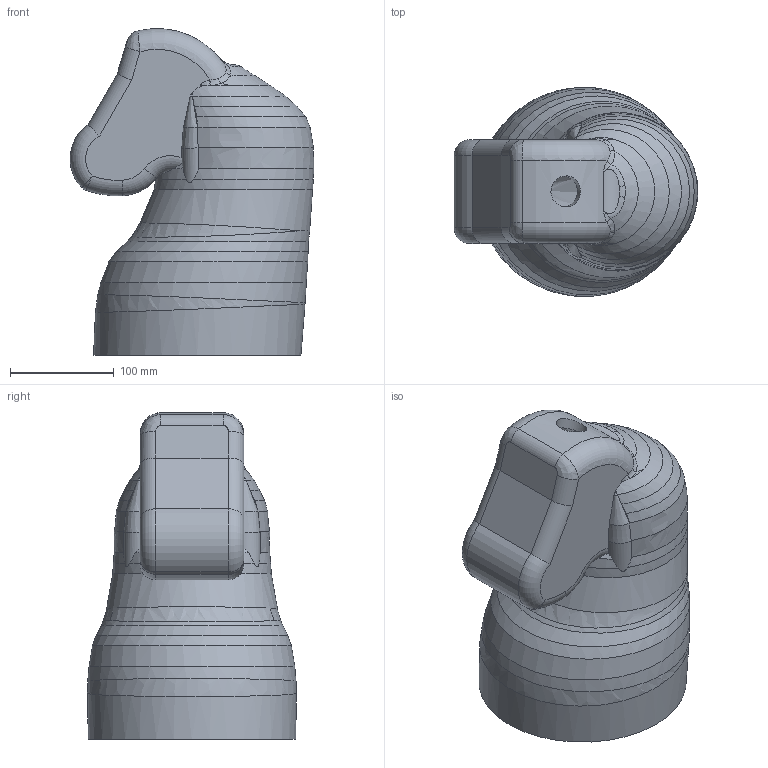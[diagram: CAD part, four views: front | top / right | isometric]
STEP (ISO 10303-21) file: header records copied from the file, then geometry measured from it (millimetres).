
FILE_DESCRIPTION(/* description */ (''),/* implementation_level */ '2;1');
FILE_NAME(/* name */ 'Unicorn Lamp Body.step',/* time_stamp */ '2025-07-28T22:34:50-04:00',/* author */ (''),/* organization */ (''),/* preprocessor_version */ 'ST-DEVELOPER v20.1',/* originating_system */ 'Autodesk Translation Framework v14.10.0.0',/* authorisation */ '');
FILE_SCHEMA (('AUTOMOTIVE_DESIGN { 1 0 10303 214 3 1 1 }'));
Length unit declared in the file: centimetre
Products named in the file (1): 2025-07-27-18-37-08-718
Bounding box: 235.06 x 201.66 x 314.95 mm (x, y, z)
Volume: 5290023.9 mm3; surface area: 304485.4 mm2
Topology: 1 solids, 1 shells, 102 faces, 280 edges, 172 vertices
Faces by surface type: bspline 52, plane 20, cylinder 16, torus 10, cone 4
Full cylindrical faces by diameter (mm): 30 x1
Entity records: 5385 total; most frequent: CARTESIAN_POINT 3089, ORIENTED_EDGE 544, DIRECTION 379, EDGE_CURVE 272, VERTEX_POINT 172, AXIS2_PLACEMENT_3D 159, EDGE_LOOP 104, CIRCLE 104
